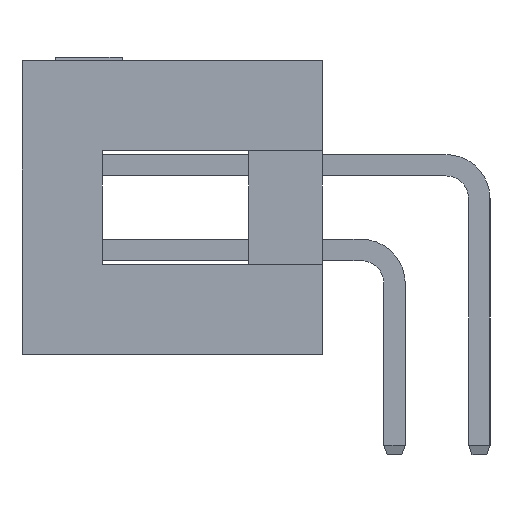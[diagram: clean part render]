
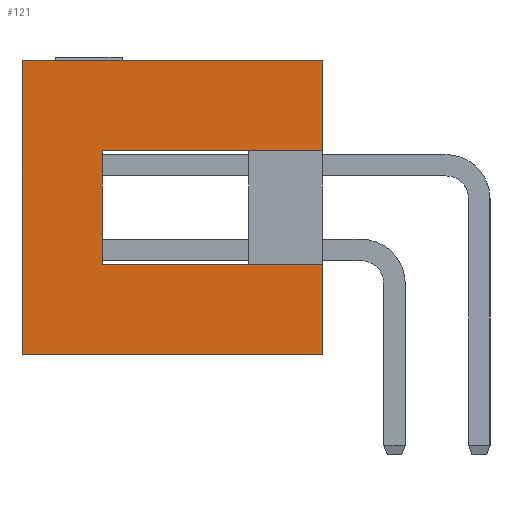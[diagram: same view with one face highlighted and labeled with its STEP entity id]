
A CAD part, left-side view. The second image highlights one B-rep face of the part: STEP entity #121.
In plain terms, the highlighted planar face has unit normal (-1, 0, 0).
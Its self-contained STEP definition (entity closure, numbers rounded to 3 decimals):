
#121=ADVANCED_FACE('',(#12313),#12315,.T.);
#12313=FACE_BOUND('',#12314,.T.);
#12314=EDGE_LOOP('',(#22042,#22043,#22044,#22045,#22046,#22047,#22048,#22049));
#12315=PLANE('',#12316);
#12316=AXIS2_PLACEMENT_3D('',#12317,#12318,#12319);
#12317=CARTESIAN_POINT('',(-5.17,0.,0.));
#12318=DIRECTION('',(-1.,0.,0.));
#12319=DIRECTION('',(0.,0.,1.));
#22042=ORIENTED_EDGE('',*,*,#28476,.T.);
#22043=ORIENTED_EDGE('',*,*,#28477,.T.);
#22044=ORIENTED_EDGE('',*,*,#28445,.T.);
#22045=ORIENTED_EDGE('',*,*,#28475,.T.);
#22046=ORIENTED_EDGE('',*,*,#28478,.T.);
#22047=ORIENTED_EDGE('',*,*,#28479,.T.);
#22048=ORIENTED_EDGE('',*,*,#28480,.T.);
#22049=ORIENTED_EDGE('',*,*,#28481,.T.);
#28445=EDGE_CURVE('',#31672,#31670,#31673,.T.);
#28475=EDGE_CURVE('',#31670,#31723,#31725,.T.);
#28476=EDGE_CURVE('',#31726,#31727,#31728,.F.);
#28477=EDGE_CURVE('',#31727,#31672,#31729,.T.);
#28478=EDGE_CURVE('',#31723,#31730,#31731,.T.);
#28479=EDGE_CURVE('',#31730,#31732,#31733,.T.);
#28480=EDGE_CURVE('',#31732,#31734,#31735,.F.);
#28481=EDGE_CURVE('',#31734,#31726,#31736,.F.);
#31670=VERTEX_POINT('',#36883);
#31672=VERTEX_POINT('',#36887);
#31673=LINE('',#36888,#36889);
#31723=VERTEX_POINT('',#36996);
#31725=LINE('',#37000,#37001);
#31726=VERTEX_POINT('',#37003);
#31727=VERTEX_POINT('',#37004);
#31728=LINE('',#37005,#37006);
#31729=LINE('',#37008,#37009);
#31730=VERTEX_POINT('',#37011);
#31731=LINE('',#37012,#37013);
#31732=VERTEX_POINT('',#37015);
#31733=LINE('',#37016,#37017);
#31734=VERTEX_POINT('',#37019);
#31735=LINE('',#37020,#37021);
#31736=LINE('',#37023,#37024);
#36883=CARTESIAN_POINT('',(-5.17,13.7,8.8));
#36887=CARTESIAN_POINT('',(-5.17,4.7,8.8));
#36888=CARTESIAN_POINT('',(-5.17,4.7,8.8));
#36889=VECTOR('',#36890,1.);
#36890=DIRECTION('',(0.,1.,0.));
#36996=CARTESIAN_POINT('',(-5.17,13.7,0.));
#37000=CARTESIAN_POINT('',(-5.17,13.7,8.8));
#37001=VECTOR('',#37002,1.);
#37002=DIRECTION('',(0.,0.,-1.));
#37003=CARTESIAN_POINT('',(-5.17,11.3,6.1));
#37004=CARTESIAN_POINT('',(-5.17,4.7,6.1));
#37005=CARTESIAN_POINT('',(-5.17,4.7,6.1));
#37006=VECTOR('',#37007,1.);
#37007=DIRECTION('',(0.,1.,0.));
#37008=CARTESIAN_POINT('',(-5.17,4.7,6.1));
#37009=VECTOR('',#37010,1.);
#37010=DIRECTION('',(0.,0.,1.));
#37011=CARTESIAN_POINT('',(-5.17,4.7,0.));
#37012=CARTESIAN_POINT('',(-5.17,13.7,0.));
#37013=VECTOR('',#37014,1.);
#37014=DIRECTION('',(0.,-1.,0.));
#37015=CARTESIAN_POINT('',(-5.17,4.7,2.7));
#37016=CARTESIAN_POINT('',(-5.17,4.7,0.));
#37017=VECTOR('',#37018,1.);
#37018=DIRECTION('',(0.,0.,1.));
#37019=CARTESIAN_POINT('',(-5.17,11.3,2.7));
#37020=CARTESIAN_POINT('',(-5.17,11.3,2.7));
#37021=VECTOR('',#37022,1.);
#37022=DIRECTION('',(0.,-1.,0.));
#37023=CARTESIAN_POINT('',(-5.17,11.3,6.1));
#37024=VECTOR('',#37025,1.);
#37025=DIRECTION('',(0.,0.,-1.));
